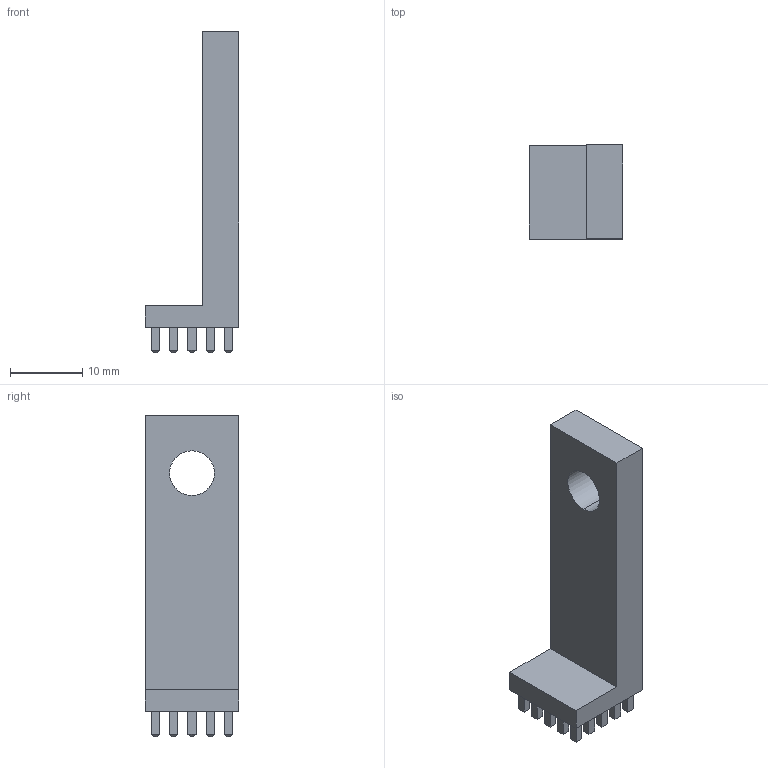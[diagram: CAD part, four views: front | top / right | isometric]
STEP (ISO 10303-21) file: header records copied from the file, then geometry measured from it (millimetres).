
FILE_DESCRIPTION (( 'STEP AP203' ), '1' );
FILE_NAME ('K96461-B01.STEP', '2021-09-10T06:09:36', ( '' ), ( '' ), 'SwSTEP 2.0', 'SolidWorks 2018', '' );
FILE_SCHEMA (( 'CONFIG_CONTROL_DESIGN' ));
Length unit declared in the file: millimetre
Products named in the file (1): K96461-B01
Bounding box: 13 x 13 x 44.5 mm (x, y, z)
Volume: 2933.6 mm3; surface area: 2270.9 mm2
Topology: 1 solids, 1 shells, 235 faces, 524 edges, 316 vertices
Faces by surface type: plane 233, cylinder 2
Entity records: 6323 total; most frequent: CARTESIAN_POINT 1076, ORIENTED_EDGE 1048, DIRECTION 1000, EDGE_CURVE 524, LINE 520, VECTOR 520, VERTEX_POINT 316, EDGE_LOOP 262
